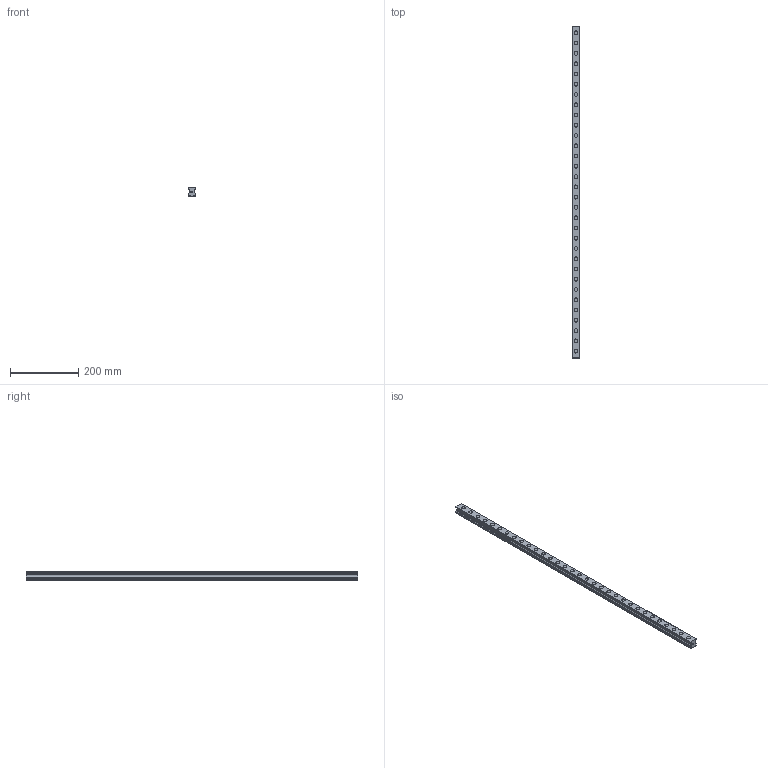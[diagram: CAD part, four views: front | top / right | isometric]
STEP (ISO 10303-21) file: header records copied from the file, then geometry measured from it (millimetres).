
FILE_DESCRIPTION(('STEP AP214'),'1');
FILE_NAME('cctmp_A0809D01-2D23-4B92-98D1-29A860F83D63_2021_03_11_09_39_43_0728..stp','2021-03-11T08:39:44',('HIWIN GmbH'),('CADClick - www.CADClick.com'),'Spatial InterOp 3D',' ','unknown authorization');
FILE_SCHEMA(('AUTOMOTIVE_DESIGN'));
Length unit declared in the file: millimetre
Products named in the file (1): RGR25R970H_FILE
Bounding box: 23 x 970 x 23.6 mm (x, y, z)
Volume: 389431.4 mm3; surface area: 120733.9 mm2
Topology: 1 solids, 1 shells, 405 faces, 909 edges, 606 vertices
Faces by surface type: cylinder 210, plane 195
Entity records: 14707 total; most frequent: DIRECTION 2141, CARTESIAN_POINT 1921, ORIENTED_EDGE 1818, EDGE_CURVE 909, AXIS2_PLACEMENT_3D 826, VERTEX_POINT 606, EDGE_LOOP 505, LINE 489
